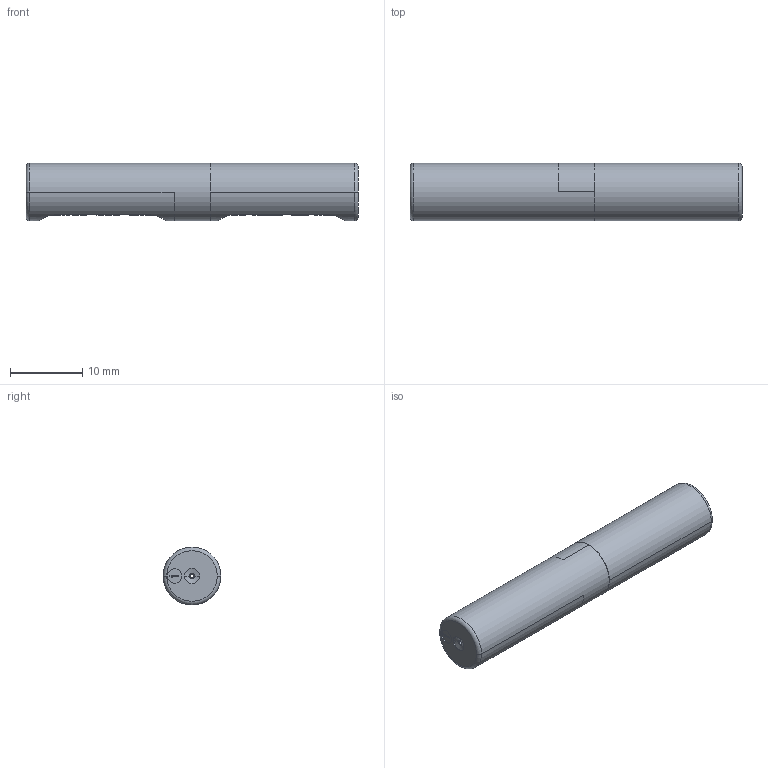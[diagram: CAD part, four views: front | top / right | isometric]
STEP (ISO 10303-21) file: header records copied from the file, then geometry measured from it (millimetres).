
FILE_DESCRIPTION((''),'2;1');
FILE_NAME('00111950402','2019-12-03T',('presta_be4'),(''),'CREO PARAMETRIC BY PTC INC, 2018360','CREO PARAMETRIC BY PTC INC, 2018360','');
FILE_SCHEMA(('CONFIG_CONTROL_DESIGN'));
Length unit declared in the file: millimetre
Products named in the file (1): 00111950402
Bounding box: 46 x 8 x 8 mm (x, y, z)
Volume: 1961.7 mm3; surface area: 1754 mm2
Topology: 1 solids, 1 shells, 798 faces, 2133 edges, 1392 vertices
Faces by surface type: plane 566, extrusion 90, cylinder 70, torus 48, cone 24
Entity records: 25030 total; most frequent: CARTESIAN_POINT 5234, ORIENTED_EDGE 4266, DIRECTION 3687, EDGE_CURVE 2133, VECTOR 1799, LINE 1709, VERTEX_POINT 1392, AXIS2_PLACEMENT_3D 944
